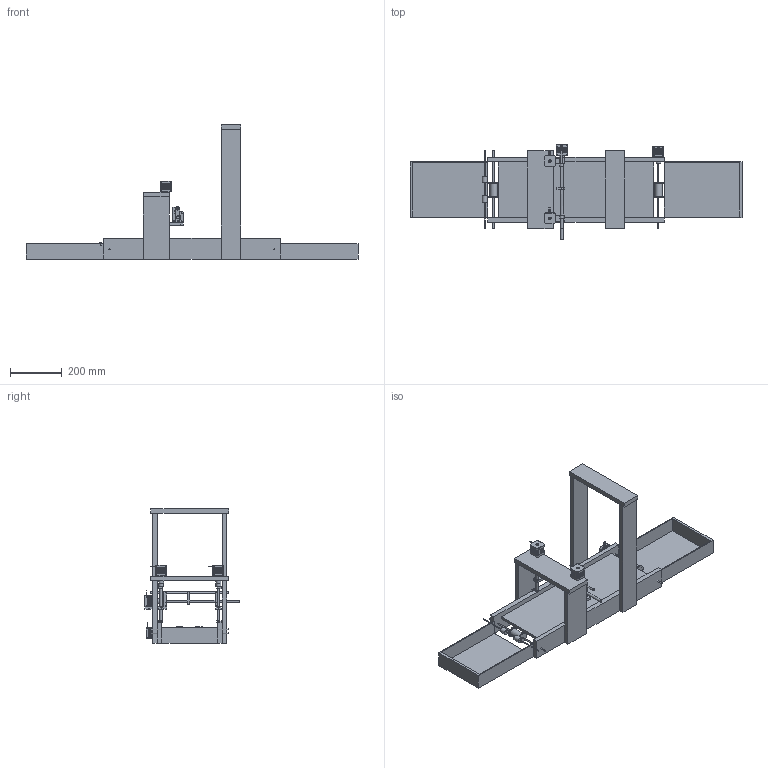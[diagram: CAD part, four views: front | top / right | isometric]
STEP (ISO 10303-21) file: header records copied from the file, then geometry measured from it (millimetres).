
FILE_DESCRIPTION(('STEP AP203'), '1');
FILE_NAME('栖闉罻', '', ('UNSPECIFIED'), ('UNSPECIFIED'), 'C3D Converter', 'C3D Toolkit', '');
FILE_SCHEMA(('CONFIG_CONTROL_DESIGN'));
Length unit declared in the file: millimetre
Products named in the file (23): NEMA17_40mm_5mm_shaft
Assembly tree (43 placements, depth 2):
  (unnamed)
    (unnamed)  x2
    (unnamed)
    (unnamed)  x2
    (unnamed)
    (unnamed)  x2
    (unnamed)  x2
    (unnamed)  x2
    (unnamed)  x2
    (unnamed)
    (unnamed)
    (unnamed)  x2
    NEMA17_40mm_5mm_shaft  x4
    (unnamed)
    (unnamed)
    (unnamed)  x4
    (unnamed)
    (unnamed)
    (unnamed)  x3
    (unnamed)  x2
    (unnamed)  x4
    (unnamed)  x2
    (unnamed)  x2
Bounding box: 1280 x 364.46 x 518 mm (x, y, z)
Volume: 7755828.2 mm3; surface area: 1908666.6 mm2
Topology: 171 solids, 171 shells, 2410 faces, 5964 edges, 3912 vertices
Faces by surface type: cylinder 1320, plane 1022, cone 32, sphere 32, torus 4
Full cylindrical faces by diameter (mm): 0.5 x32, 1 x4, 1.2 x32, 2.5 x16, 4 x19, 5 x12, 8 x1, 9 x3, 9.5 x8, 10 x7, 11 x6, 12 x2, 19 x4, 20 x2, 22 x4, 30 x2, 40 x4
Entity records: 28004 total; most frequent: CARTESIAN_POINT 4244, DIRECTION 3901, ORIENTED_EDGE 3384, EDGE_CURVE 1692, AXIS2_PLACEMENT_3D 1457, VERTEX_POINT 1156, LINE 987, VECTOR 987
